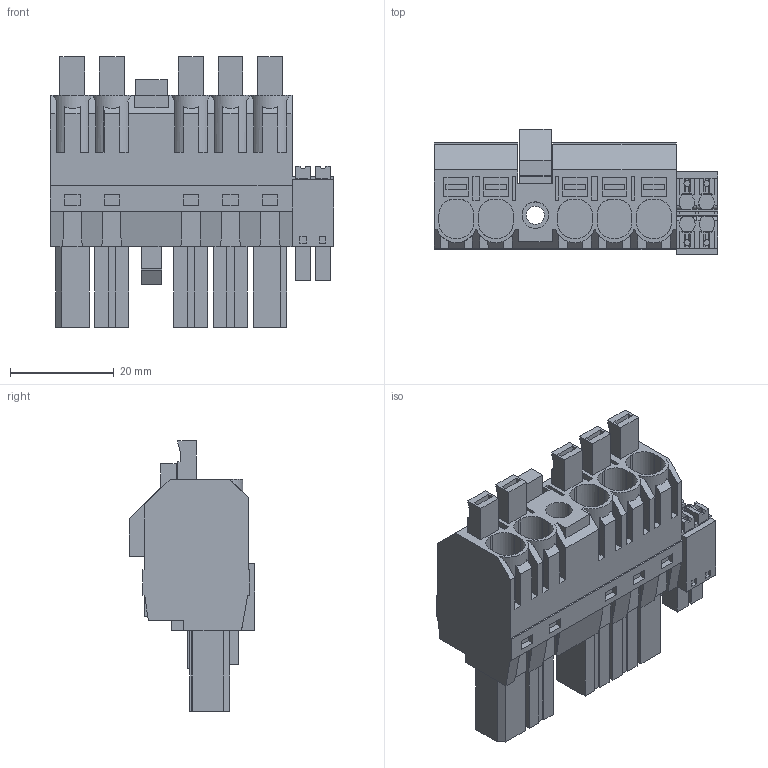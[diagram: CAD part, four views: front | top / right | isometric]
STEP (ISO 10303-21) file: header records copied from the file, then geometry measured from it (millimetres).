
FILE_DESCRIPTION(('CATIA V5 STEP Exchange','CAx-IF Rec.Pracs.--- Model Styling and Organization---1.4--- 2014-01-23'),'2;1');
FILE_NAME ('477831-2_0_2628960000_2628960000.stp','2023-09-07T12:41:15+00:00',('none'),('Weidmueller'),'CATIA Version 5-6 Release 2016 SP3 HF44','CATIA V5 STEP AP214','none');
FILE_SCHEMA(('AUTOMOTIVE_DESIGN { 1 0 10303 214 1 1 1 1 }'));
Length unit declared in the file: millimetre
Products named in the file (1): 2628960000
Bounding box: 54.65 x 24.13 x 52.11 mm (x, y, z)
Volume: 28211.9 mm3; surface area: 15046.4 mm2
Topology: 11 solids, 11 shells, 820 faces, 2266 edges, 1517 vertices
Faces by surface type: plane 755, cylinder 65
Entity records: 24815 total; most frequent: CARTESIAN_POINT 4880, ORIENTED_EDGE 4532, DIRECTION 3349, EDGE_CURVE 2266, VECTOR 2074, LINE 2074, VERTEX_POINT 1517, EDGE_LOOP 879
